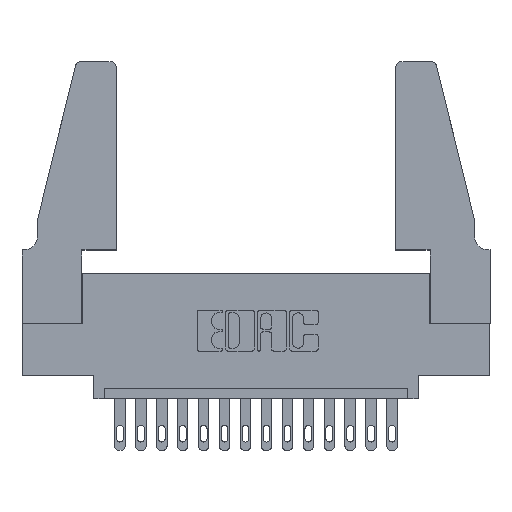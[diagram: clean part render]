
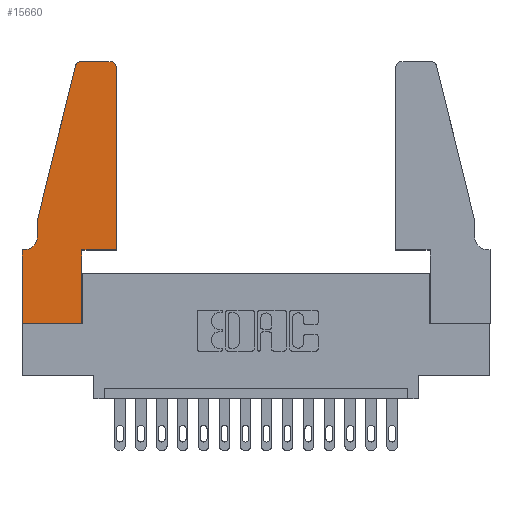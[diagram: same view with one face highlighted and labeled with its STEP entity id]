
A CAD part, top view. The second image highlights one B-rep face of the part: STEP entity #15660.
In plain terms, the highlighted planar face has unit normal (0, 0, 1).
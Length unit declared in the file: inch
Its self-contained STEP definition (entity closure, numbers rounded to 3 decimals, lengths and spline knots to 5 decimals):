
#187 = EDGE_CURVE ( 'NONE', #10495, #16055, #13494, .T. ) ;
#285 = DIRECTION ( 'NONE',  ( 0., -1., 0. ) ) ;
#718 = VECTOR ( 'NONE', #6999, 39.37008 ) ;
#719 = VERTEX_POINT ( 'NONE', #3270 ) ;
#723 = DIRECTION ( 'NONE',  ( 0., 1., 0. ) ) ;
#782 = LINE ( 'NONE', #14448, #7808 ) ;
#845 = DIRECTION ( 'NONE',  ( -1., 0., 0. ) ) ;
#930 = VERTEX_POINT ( 'NONE', #8602 ) ;
#1007 = CARTESIAN_POINT ( 'NONE',  ( 0., 0.35, 0.37 ) ) ;
#1682 = CIRCLE ( 'NONE', #15814, 0.07 ) ;
#1964 = CARTESIAN_POINT ( 'NONE',  ( 0.0755, 0.5, 0.37 ) ) ;
#1987 = CARTESIAN_POINT ( 'NONE',  ( 0.0055, 0.35, 0.37 ) ) ;
#2068 = ORIENTED_EDGE ( 'NONE', *, *, #15309, .T. ) ;
#2225 = CARTESIAN_POINT ( 'NONE',  ( 0.2865, 0.35, 0.37 ) ) ;
#2702 = FACE_OUTER_BOUND ( 'NONE', #4287, .T. ) ;
#3270 = CARTESIAN_POINT ( 'NONE',  ( 0.4505, 1.22, 0.37 ) ) ;
#3735 = DIRECTION ( 'NONE',  ( 1., 0., 0. ) ) ;
#3760 = VECTOR ( 'NONE', #723, 39.37008 ) ;
#3787 = CARTESIAN_POINT ( 'NONE',  ( 0.2865, 0., 0.37 ) ) ;
#3793 = AXIS2_PLACEMENT_3D ( 'NONE', #9802, #4803, #4647 ) ;
#3871 = EDGE_CURVE ( 'NONE', #10330, #4540, #9199, .T. ) ;
#3954 = ORIENTED_EDGE ( 'NONE', *, *, #8294, .T. ) ;
#4167 = LINE ( 'NONE', #10429, #718 ) ;
#4287 = EDGE_LOOP ( 'NONE', ( #10492, #3954, #4464, #11529, #2068, #9033, #11950, #8974, #9068, #15428, #6179, #10127 ) ) ;
#4357 = VERTEX_POINT ( 'NONE', #1987 ) ;
#4464 = ORIENTED_EDGE ( 'NONE', *, *, #3871, .T. ) ;
#4540 = VERTEX_POINT ( 'NONE', #11256 ) ;
#4599 = LINE ( 'NONE', #2225, #3760 ) ;
#4647 = DIRECTION ( 'NONE',  ( 1., 0., 0. ) ) ;
#4803 = DIRECTION ( 'NONE',  ( 0., 0., 1. ) ) ;
#4917 = CARTESIAN_POINT ( 'NONE',  ( 0., 0., 0.37 ) ) ;
#4972 = EDGE_CURVE ( 'NONE', #930, #13895, #10578, .T. ) ;
#5523 = DIRECTION ( 'NONE',  ( -1., 0., 0. ) ) ;
#5569 = CARTESIAN_POINT ( 'NONE',  ( 0.2605, 1.25, 0.37 ) ) ;
#6006 = LINE ( 'NONE', #4917, #8182 ) ;
#6179 = ORIENTED_EDGE ( 'NONE', *, *, #16125, .T. ) ;
#6263 = CARTESIAN_POINT ( 'NONE',  ( 0.0055, 0.42, 0.37 ) ) ;
#6366 = CARTESIAN_POINT ( 'NONE',  ( 0., 0.35, 0.37 ) ) ;
#6508 = CARTESIAN_POINT ( 'NONE',  ( 0.0755, 0.42, 0.37 ) ) ;
#6544 = CIRCLE ( 'NONE', #10975, 0.03 ) ;
#6725 = LINE ( 'NONE', #7868, #13053 ) ;
#6741 = EDGE_CURVE ( 'NONE', #4357, #7981, #782, .T. ) ;
#6894 = VECTOR ( 'NONE', #14661, 39.37008 ) ;
#6999 = DIRECTION ( 'NONE',  ( 1., 0., 0. ) ) ;
#7088 = EDGE_CURVE ( 'NONE', #7981, #930, #6006, .T. ) ;
#7126 = CARTESIAN_POINT ( 'NONE',  ( 0.4505, 0.35, 0.37 ) ) ;
#7350 = PLANE ( 'NONE',  #9534 ) ;
#7808 = VECTOR ( 'NONE', #845, 39.37008 ) ;
#7841 = EDGE_CURVE ( 'NONE', #13895, #8758, #4599, .T. ) ;
#7868 = CARTESIAN_POINT ( 'NONE',  ( 0.0755, 0.5, 0.37 ) ) ;
#7960 = CARTESIAN_POINT ( 'NONE',  ( 0.4505, 0.35, 0.37 ) ) ;
#7981 = VERTEX_POINT ( 'NONE', #6366 ) ;
#8182 = VECTOR ( 'NONE', #13656, 39.37008 ) ;
#8294 = EDGE_CURVE ( 'NONE', #16055, #10330, #16088, .T. ) ;
#8602 = CARTESIAN_POINT ( 'NONE',  ( 0., 0., 0.37 ) ) ;
#8630 = VERTEX_POINT ( 'NONE', #7960 ) ;
#8758 = VERTEX_POINT ( 'NONE', #13446 ) ;
#8974 = ORIENTED_EDGE ( 'NONE', *, *, #4972, .T. ) ;
#9033 = ORIENTED_EDGE ( 'NONE', *, *, #6741, .T. ) ;
#9068 = ORIENTED_EDGE ( 'NONE', *, *, #7841, .T. ) ;
#9190 = EDGE_CURVE ( 'NONE', #4540, #12347, #6725, .T. ) ;
#9199 = LINE ( 'NONE', #1964, #15965 ) ;
#9215 = CARTESIAN_POINT ( 'NONE',  ( 0.284, 1.25, 0.37 ) ) ;
#9469 = CARTESIAN_POINT ( 'NONE',  ( 0.25487, 1.22718, 0.37 ) ) ;
#9532 = EDGE_CURVE ( 'NONE', #719, #10495, #6544, .T. ) ;
#9534 = AXIS2_PLACEMENT_3D ( 'NONE', #1007, #10010, #11289 ) ;
#9802 = CARTESIAN_POINT ( 'NONE',  ( 0.284, 1.22, 0.37 ) ) ;
#10010 = DIRECTION ( 'NONE',  ( 0., 0., 1. ) ) ;
#10127 = ORIENTED_EDGE ( 'NONE', *, *, #9532, .T. ) ;
#10330 = VERTEX_POINT ( 'NONE', #9469 ) ;
#10429 = CARTESIAN_POINT ( 'NONE',  ( 0.4505, 0.35, 0.37 ) ) ;
#10492 = ORIENTED_EDGE ( 'NONE', *, *, #187, .T. ) ;
#10495 = VERTEX_POINT ( 'NONE', #13354 ) ;
#10578 = LINE ( 'NONE', #12492, #14116 ) ;
#10975 = AXIS2_PLACEMENT_3D ( 'NONE', #12683, #11379, #3735 ) ;
#11212 = DIRECTION ( 'NONE',  ( -0.239, -0.971, 0. ) ) ;
#11256 = CARTESIAN_POINT ( 'NONE',  ( 0.0755, 0.5, 0.37 ) ) ;
#11289 = DIRECTION ( 'NONE',  ( 1., 0., 0. ) ) ;
#11364 = DIRECTION ( 'NONE',  ( 0., 0., -1. ) ) ;
#11379 = DIRECTION ( 'NONE',  ( 0., 0., 1. ) ) ;
#11485 = LINE ( 'NONE', #7126, #6894 ) ;
#11529 = ORIENTED_EDGE ( 'NONE', *, *, #9190, .T. ) ;
#11950 = ORIENTED_EDGE ( 'NONE', *, *, #7088, .T. ) ;
#12347 = VERTEX_POINT ( 'NONE', #6508 ) ;
#12492 = CARTESIAN_POINT ( 'NONE',  ( 0., 0., 0.37 ) ) ;
#12509 = VECTOR ( 'NONE', #5523, 39.37008 ) ;
#12607 = DIRECTION ( 'NONE',  ( 1., 0., 0. ) ) ;
#12683 = CARTESIAN_POINT ( 'NONE',  ( 0.4205, 1.22, 0.37 ) ) ;
#13053 = VECTOR ( 'NONE', #285, 39.37008 ) ;
#13354 = CARTESIAN_POINT ( 'NONE',  ( 0.4205, 1.25, 0.37 ) ) ;
#13446 = CARTESIAN_POINT ( 'NONE',  ( 0.2865, 0.35, 0.37 ) ) ;
#13494 = LINE ( 'NONE', #5569, #12509 ) ;
#13656 = DIRECTION ( 'NONE',  ( 0., -1., 0. ) ) ;
#13895 = VERTEX_POINT ( 'NONE', #3787 ) ;
#13921 = EDGE_CURVE ( 'NONE', #8758, #8630, #4167, .T. ) ;
#14116 = VECTOR ( 'NONE', #12607, 39.37008 ) ;
#14448 = CARTESIAN_POINT ( 'NONE',  ( 0.0755, 0.35, 0.37 ) ) ;
#14661 = DIRECTION ( 'NONE',  ( 0., 1., 0. ) ) ;
#15309 = EDGE_CURVE ( 'NONE', #12347, #4357, #1682, .T. ) ;
#15428 = ORIENTED_EDGE ( 'NONE', *, *, #13921, .T. ) ;
#15660 = ADVANCED_FACE ( 'NONE', ( #2702 ), #7350, .T. ) ;
#15814 = AXIS2_PLACEMENT_3D ( 'NONE', #6263, #11364, #16397 ) ;
#15965 = VECTOR ( 'NONE', #11212, 39.37008 ) ;
#16055 = VERTEX_POINT ( 'NONE', #9215 ) ;
#16088 = CIRCLE ( 'NONE', #3793, 0.03 ) ;
#16125 = EDGE_CURVE ( 'NONE', #8630, #719, #11485, .T. ) ;
#16397 = DIRECTION ( 'NONE',  ( -1., 0., 0. ) ) ;
